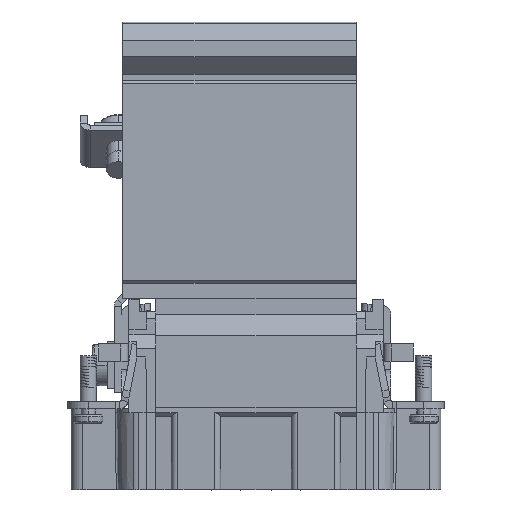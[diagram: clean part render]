
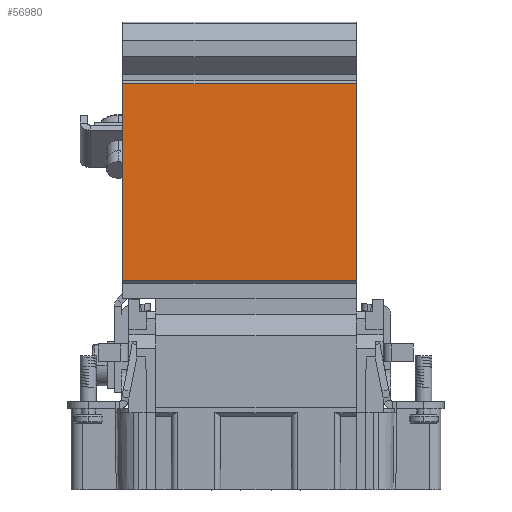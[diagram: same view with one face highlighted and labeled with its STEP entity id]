
A CAD part, front view. The second image highlights one B-rep face of the part: STEP entity #56980.
In plain terms, the highlighted planar face has unit normal (0, -1, 0).
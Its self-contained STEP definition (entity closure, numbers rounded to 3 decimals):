
#6875=DIRECTION('',(0.,0.,-1.));
#6876=VECTOR('',#6875,33.4);
#6877=CARTESIAN_POINT('',(17.05,-16.825,83.1));
#6878=LINE('',#6877,#6876);
#17459=DIRECTION('',(-1.,0.,0.));
#17460=VECTOR('',#17459,39.675);
#17461=CARTESIAN_POINT('',(17.05,-16.825,83.1));
#17462=LINE('',#17461,#17460);
#17463=DIRECTION('',(-1.,0.,0.));
#17464=VECTOR('',#17463,39.675);
#17465=CARTESIAN_POINT('',(17.05,-16.825,49.7));
#17466=LINE('',#17465,#17464);
#17910=DIRECTION('',(0.,0.,-1.));
#17911=VECTOR('',#17910,33.4);
#17912=CARTESIAN_POINT('',(-22.625,-16.825,83.1));
#17913=LINE('',#17912,#17911);
#32087=CARTESIAN_POINT('',(17.05,-16.825,83.1));
#32088=VERTEX_POINT('',#32087);
#32089=CARTESIAN_POINT('',(17.05,-16.825,49.7));
#32090=VERTEX_POINT('',#32089);
#32275=CARTESIAN_POINT('',(-22.625,-16.825,83.1));
#32276=VERTEX_POINT('',#32275);
#32277=CARTESIAN_POINT('',(-22.625,-16.825,49.7));
#32278=VERTEX_POINT('',#32277);
#56967=CARTESIAN_POINT('',(17.05,-16.825,83.1));
#56968=DIRECTION('',(0.,-1.,0.));
#56969=DIRECTION('',(0.,0.,-1.));
#56970=AXIS2_PLACEMENT_3D('',#56967,#56968,#56969);
#56971=PLANE('',#56970);
#56972=ORIENTED_EDGE('',*,*,#45140,.T.);
#56974=ORIENTED_EDGE('',*,*,#56973,.T.);
#56976=ORIENTED_EDGE('',*,*,#56975,.F.);
#56977=ORIENTED_EDGE('',*,*,#56959,.F.);
#56978=EDGE_LOOP('',(#56972,#56974,#56976,#56977));
#56979=FACE_OUTER_BOUND('',#56978,.F.);
#56980=ADVANCED_FACE('',(#56979),#56971,.T.);
#45140=EDGE_CURVE('',#32088,#32090,#6878,.T.);
#56959=EDGE_CURVE('',#32088,#32276,#17462,.T.);
#56973=EDGE_CURVE('',#32090,#32278,#17466,.T.);
#56975=EDGE_CURVE('',#32276,#32278,#17913,.T.);
